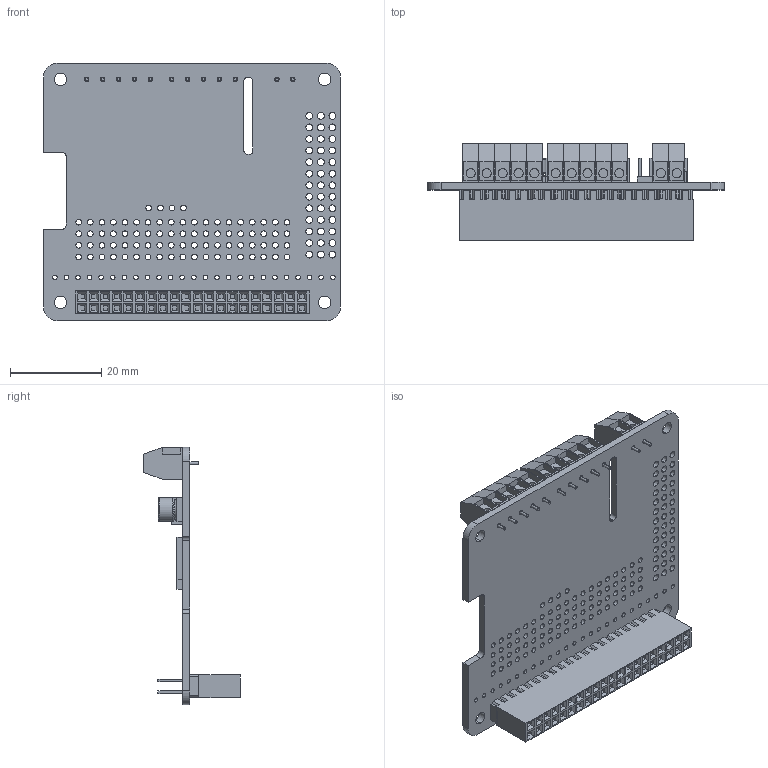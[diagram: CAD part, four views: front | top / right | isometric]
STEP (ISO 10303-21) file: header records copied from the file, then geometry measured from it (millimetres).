
FILE_DESCRIPTION (( 'STEP AP214' ), '1' );
FILE_NAME ('AssembledAdafruitStepperHat.STEP', '2018-03-28T23:52:13', ( '' ), ( '' ), 'SwSTEP 2.0', 'SolidWorks 2017', '' );
FILE_SCHEMA (( 'AUTOMOTIVE_DESIGN' ));
Length unit declared in the file: millimetre
Products named in the file (5): terminal block_2___; terminal block_3___; 40pin; AdafruitStepperHat; AssembledAdafruitStepperHat
Assembly tree (7 placements, depth 2):
  AssembledAdafruitStepperHat
    AdafruitStepperHat
    terminal block_3___  x2
    terminal block_2___  x3
    40pin
Bounding box: 65.25 x 21.15 x 56.5 mm (x, y, z)
Volume: 10405.2 mm3; surface area: 15096.2 mm2
Topology: 14 solids, 14 shells, 1533 faces, 3930 edges, 2548 vertices
Faces by surface type: plane 1027, cylinder 486, torus 16, bspline 4
Entity records: 46528 total; most frequent: CARTESIAN_POINT 7684, DIRECTION 7137, ORIENTED_EDGE 7006, EDGE_CURVE 3503, VECTOR 2551, LINE 2551, AXIS2_PLACEMENT_3D 2293, VERTEX_POINT 2268
